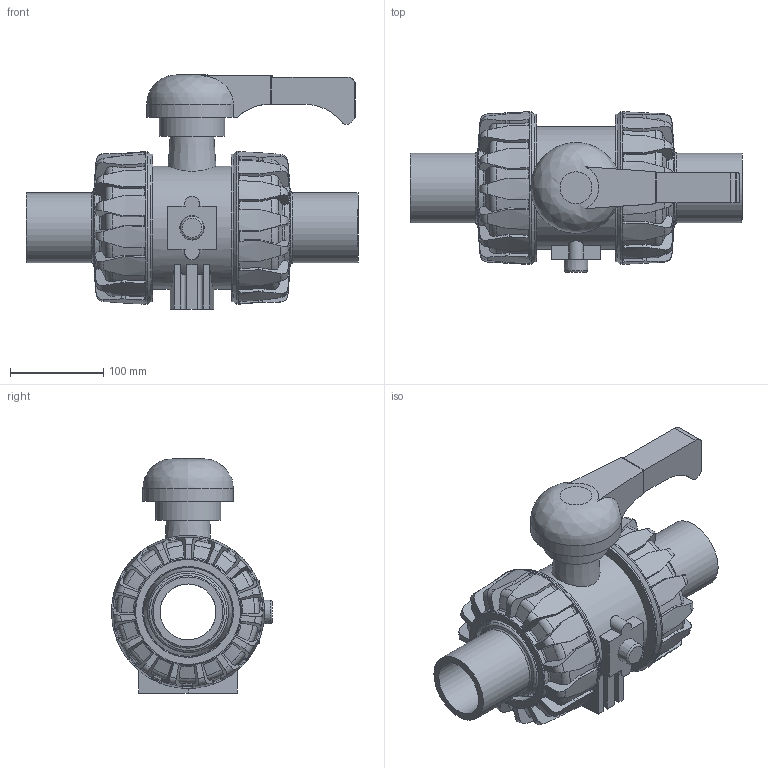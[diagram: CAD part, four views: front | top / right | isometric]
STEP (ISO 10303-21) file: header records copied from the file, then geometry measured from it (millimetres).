
FILE_DESCRIPTION(/* description */ (''),/* implementation_level */ '2;1');
FILE_NAME(/* name */ 'VKDBEM075E.iam.stp',/* time_stamp */ '2013-10-07T12:44:55+02:00',/* author */ ('bfaro'),/* organization */ (''),/* preprocessor_version */ 'ST-DEVELOPER v15.2',/* originating_system */ 'Autodesk Inventor 2014',/* authorisation */ '');
FILE_SCHEMA (('AUTOMOTIVE_DESIGN { 1 0 10303 214 3 1 1 }'));
Length unit declared in the file: millimetre
Products named in the file (5): cassa VKD_75; NTVKD075V; CVDE11075; 1MNC075; VKDBEM075E
Bounding box: 356 x 172.47 x 251 mm (x, y, z)
Volume: 3639615.5 mm3; surface area: 477767 mm2
Topology: 6 solids, 6 shells, 658 faces, 1798 edges, 1160 vertices
Faces by surface type: plane 204, cone 162, cylinder 156, torus 129, bspline 7
Full cylindrical faces by diameter (mm): 60 x2, 70 x1, 75 x3, 95.735 x2, 121 x2, 127.554 x2, 132 x1, 158.404 x2, 163.949 x2
Entity records: 14065 total; most frequent: CARTESIAN_POINT 5256, ORIENTED_EDGE 1910, DIRECTION 1729, EDGE_CURVE 955, AXIS2_PLACEMENT_3D 752, VERTEX_POINT 629, EDGE_LOOP 400, ADVANCED_FACE 364
